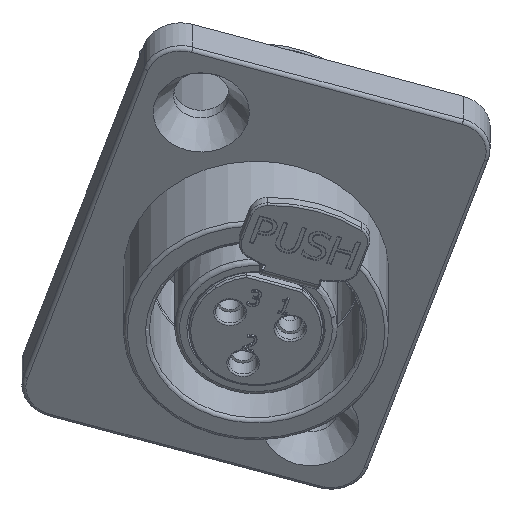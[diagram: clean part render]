
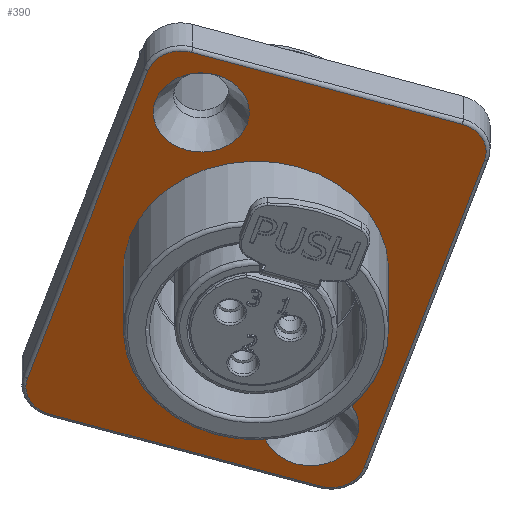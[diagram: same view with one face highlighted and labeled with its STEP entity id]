
A CAD part, top view. The second image highlights one B-rep face of the part: STEP entity #390.
In plain terms, the highlighted planar face has unit normal (0, -0.568, 0.823).
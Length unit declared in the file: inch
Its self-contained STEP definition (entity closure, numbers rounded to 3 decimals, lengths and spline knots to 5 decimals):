
#278=CARTESIAN_POINT('',(0.2094,0.31028,0.69082));
#279=VERTEX_POINT('',#278);
#280=CARTESIAN_POINT('',(0.11573,0.33516,0.70799));
#281=DIRECTION('',(0.,-0.568,0.823));
#282=DIRECTION('',(-0.952,0.253,0.174));
#283=AXIS2_PLACEMENT_3D('',#280,#281,#282);
#284=CIRCLE('',#283,0.09843);
#285=EDGE_CURVE('',#279,#279,#284,.T.);
#290=CARTESIAN_POINT('',(0.2278,0.01429,0.48655));
#291=DIRECTION('',(0.,-0.568,0.823));
#292=DIRECTION('',(0.952,-0.253,-0.174));
#293=AXIS2_PLACEMENT_3D('',#290,#291,#292);
#294=PLANE('',#293);
#295=CARTESIAN_POINT('',(0.69582,0.23728,0.64044));
#296=VERTEX_POINT('',#295);
#297=CARTESIAN_POINT('',(0.44918,-0.39179,0.20629));
#298=VERTEX_POINT('',#297);
#299=CARTESIAN_POINT('',(0.69582,0.23728,0.64044));
#300=DIRECTION('',(-0.307,-0.783,-0.541));
#301=VECTOR('',#300,0.80315);
#302=LINE('',#299,#301);
#303=EDGE_CURVE('',#296,#298,#302,.T.);
#304=ORIENTED_EDGE('',*,*,#303,.F.);
#305=CARTESIAN_POINT('',(0.65014,0.3107,0.69111));
#306=VERTEX_POINT('',#305);
#307=CARTESIAN_POINT('',(0.62838,0.25519,0.6528));
#308=DIRECTION('',(0.,0.568,-0.823));
#309=DIRECTION('',(0.89,0.375,0.259));
#310=AXIS2_PLACEMENT_3D('',#307,#308,#309);
#311=CIRCLE('',#310,0.07087);
#312=EDGE_CURVE('',#306,#296,#311,.T.);
#313=ORIENTED_EDGE('',*,*,#312,.F.);
#314=CARTESIAN_POINT('',(0.09562,0.45796,0.79275));
#315=VERTEX_POINT('',#314);
#316=CARTESIAN_POINT('',(0.09562,0.45796,0.79275));
#317=DIRECTION('',(0.952,-0.253,-0.174));
#318=VECTOR('',#317,0.58268);
#319=LINE('',#316,#318);
#320=EDGE_CURVE('',#315,#306,#319,.T.);
#321=ORIENTED_EDGE('',*,*,#320,.F.);
#322=CARTESIAN_POINT('',(0.00641,0.42037,0.7668));
#323=VERTEX_POINT('',#322);
#324=CARTESIAN_POINT('',(0.07385,0.40246,0.75444));
#325=DIRECTION('',(0.,0.568,-0.823));
#326=DIRECTION('',(-0.456,0.733,0.506));
#327=AXIS2_PLACEMENT_3D('',#324,#325,#326);
#328=CIRCLE('',#327,0.07087);
#329=EDGE_CURVE('',#323,#315,#328,.T.);
#330=ORIENTED_EDGE('',*,*,#329,.F.);
#331=CARTESIAN_POINT('',(-0.24022,-0.20871,0.33265));
#332=VERTEX_POINT('',#331);
#333=CARTESIAN_POINT('',(-0.24022,-0.20871,0.33265));
#334=DIRECTION('',(0.307,0.783,0.541));
#335=VECTOR('',#334,0.80315);
#336=LINE('',#333,#335);
#337=EDGE_CURVE('',#332,#323,#336,.T.);
#338=ORIENTED_EDGE('',*,*,#337,.F.);
#339=CARTESIAN_POINT('',(-0.19454,-0.28212,0.28198));
#340=VERTEX_POINT('',#339);
#341=CARTESIAN_POINT('',(-0.17278,-0.22662,0.32029));
#342=DIRECTION('',(0.,0.568,-0.823));
#343=DIRECTION('',(-0.89,-0.375,-0.259));
#344=AXIS2_PLACEMENT_3D('',#341,#342,#343);
#345=CIRCLE('',#344,0.07087);
#346=EDGE_CURVE('',#340,#332,#345,.T.);
#347=ORIENTED_EDGE('',*,*,#346,.F.);
#348=CARTESIAN_POINT('',(0.35998,-0.42939,0.18034));
#349=VERTEX_POINT('',#348);
#350=CARTESIAN_POINT('',(0.35998,-0.42939,0.18034));
#351=DIRECTION('',(-0.952,0.253,0.174));
#352=VECTOR('',#351,0.58268);
#353=LINE('',#350,#352);
#354=EDGE_CURVE('',#349,#340,#353,.T.);
#355=ORIENTED_EDGE('',*,*,#354,.F.);
#356=CARTESIAN_POINT('',(0.38174,-0.37388,0.21865));
#357=DIRECTION('',(0.,0.568,-0.823));
#358=DIRECTION('',(0.456,-0.733,-0.506));
#359=AXIS2_PLACEMENT_3D('',#356,#357,#358);
#360=CIRCLE('',#359,0.07087);
#361=EDGE_CURVE('',#298,#349,#360,.T.);
#362=ORIENTED_EDGE('',*,*,#361,.F.);
#363=EDGE_LOOP('',(#304,#313,#321,#330,#338,#347,#355,#362));
#364=FACE_OUTER_BOUND('',#363,.T.);
#365=CARTESIAN_POINT('',(0.43354,-0.33146,0.24793));
#366=VERTEX_POINT('',#365);
#367=CARTESIAN_POINT('',(0.33987,-0.30658,0.2651));
#368=DIRECTION('',(0.,-0.568,0.823));
#369=DIRECTION('',(-0.952,0.253,0.174));
#370=AXIS2_PLACEMENT_3D('',#367,#368,#369);
#371=CIRCLE('',#370,0.09843);
#372=EDGE_CURVE('',#366,#366,#371,.T.);
#373=ORIENTED_EDGE('',*,*,#372,.F.);
#374=EDGE_LOOP('',(#373));
#375=FACE_BOUND('',#374,.T.);
#376=CARTESIAN_POINT('',(0.48634,-0.0568,0.43748));
#377=VERTEX_POINT('',#376);
#378=CARTESIAN_POINT('',(0.22781,0.01186,0.48487));
#379=DIRECTION('',(0.,0.568,-0.823));
#380=DIRECTION('',(-0.952,0.253,0.174));
#381=AXIS2_PLACEMENT_3D('',#378,#379,#380);
#382=CIRCLE('',#381,0.27165);
#383=EDGE_CURVE('',#377,#377,#382,.T.);
#384=ORIENTED_EDGE('',*,*,#383,.T.);
#385=EDGE_LOOP('',(#384));
#386=FACE_BOUND('',#385,.T.);
#387=ORIENTED_EDGE('',*,*,#285,.F.);
#388=EDGE_LOOP('',(#387));
#389=FACE_BOUND('',#388,.T.);
#390=ADVANCED_FACE('',(#364,#375,#386,#389),#294,.T.);
